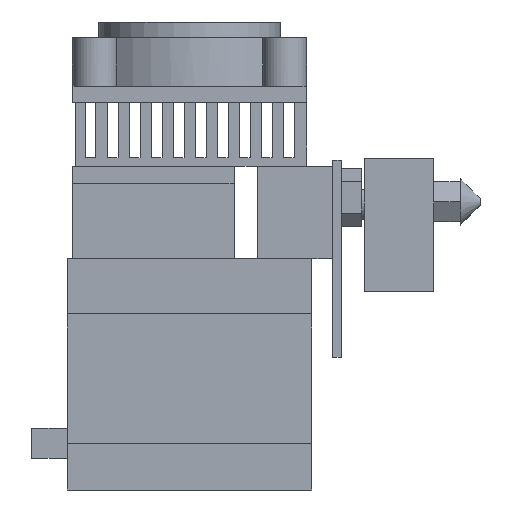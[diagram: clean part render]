
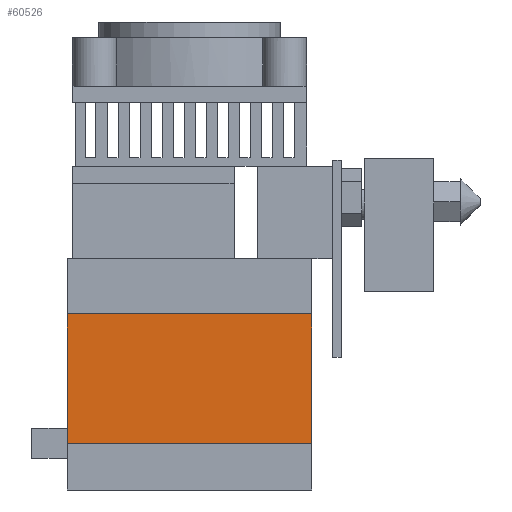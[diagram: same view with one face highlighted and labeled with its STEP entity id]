
A CAD part, left-side view. The second image highlights one B-rep face of the part: STEP entity #60526.
In plain terms, the highlighted planar face has unit normal (-1, 0, 0).
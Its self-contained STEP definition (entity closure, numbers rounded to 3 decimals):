
#27280 = PLANE('',#27281);
#27281 = AXIS2_PLACEMENT_3D('',#27282,#27283,#27284);
#27282 = CARTESIAN_POINT('',(-21.,-21.09,10.45));
#27283 = DIRECTION('',(0.,0.,1.));
#27284 = DIRECTION('',(0.,1.,0.));
#27731 = VERTEX_POINT('',#27732);
#27732 = CARTESIAN_POINT('',(-20.99,21.09,10.45));
#27769 = PLANE('',#27770);
#27770 = AXIS2_PLACEMENT_3D('',#27771,#27772,#27773);
#27771 = CARTESIAN_POINT('',(-21.,21.09,-11.95));
#27772 = DIRECTION('',(0.,-1.,0.));
#27773 = DIRECTION('',(0.,0.,-1.));
#50151 = VERTEX_POINT('',#50152);
#50152 = CARTESIAN_POINT('',(-20.99,-21.09,10.45));
#50173 = EDGE_CURVE('',#50151,#27731,#50174,.T.);
#50174 = SURFACE_CURVE('',#50175,(#50179,#50186),.PCURVE_S1.);
#50175 = LINE('',#50176,#50177);
#50176 = CARTESIAN_POINT('',(-20.99,-21.09,10.45));
#50177 = VECTOR('',#50178,1.);
#50178 = DIRECTION('',(0.,1.,0.));
#50179 = PCURVE('',#27280,#50180);
#50180 = DEFINITIONAL_REPRESENTATION('',(#50181),#50185);
#50181 = LINE('',#50182,#50183);
#50182 = CARTESIAN_POINT('',(0.,-0.01));
#50183 = VECTOR('',#50184,1.);
#50184 = DIRECTION('',(1.,0.));
#50185 = ( GEOMETRIC_REPRESENTATION_CONTEXT(2) 
PARAMETRIC_REPRESENTATION_CONTEXT() REPRESENTATION_CONTEXT('2D SPACE',''
  ) );
#50186 = PCURVE('',#50187,#50192);
#50187 = PLANE('',#50188);
#50188 = AXIS2_PLACEMENT_3D('',#50189,#50190,#50191);
#50189 = CARTESIAN_POINT('',(-20.99,-21.09,10.45));
#50190 = DIRECTION('',(-1.,0.,0.));
#50191 = DIRECTION('',(0.,0.,-1.));
#50192 = DEFINITIONAL_REPRESENTATION('',(#50193),#50197);
#50193 = LINE('',#50194,#50195);
#50194 = CARTESIAN_POINT('',(0.,0.));
#50195 = VECTOR('',#50196,1.);
#50196 = DIRECTION('',(0.,-1.));
#50197 = ( GEOMETRIC_REPRESENTATION_CONTEXT(2) 
PARAMETRIC_REPRESENTATION_CONTEXT() REPRESENTATION_CONTEXT('2D SPACE',''
  ) );
#50219 = PLANE('',#50220);
#50220 = AXIS2_PLACEMENT_3D('',#50221,#50222,#50223);
#50221 = CARTESIAN_POINT('',(20.99,-21.09,10.45));
#50222 = DIRECTION('',(0.,1.,0.));
#50223 = DIRECTION('',(0.,0.,1.));
#50238 = EDGE_CURVE('',#27731,#50239,#50241,.T.);
#50239 = VERTEX_POINT('',#50240);
#50240 = CARTESIAN_POINT('',(-20.99,21.09,-11.95));
#50241 = SURFACE_CURVE('',#50242,(#50246,#50253),.PCURVE_S1.);
#50242 = LINE('',#50243,#50244);
#50243 = CARTESIAN_POINT('',(-20.99,21.09,10.45));
#50244 = VECTOR('',#50245,1.);
#50245 = DIRECTION('',(0.,0.,-1.));
#50246 = PCURVE('',#27769,#50247);
#50247 = DEFINITIONAL_REPRESENTATION('',(#50248),#50252);
#50248 = LINE('',#50249,#50250);
#50249 = CARTESIAN_POINT('',(-22.4,0.01));
#50250 = VECTOR('',#50251,1.);
#50251 = DIRECTION('',(1.,0.));
#50252 = ( GEOMETRIC_REPRESENTATION_CONTEXT(2) 
PARAMETRIC_REPRESENTATION_CONTEXT() REPRESENTATION_CONTEXT('2D SPACE',''
  ) );
#50253 = PCURVE('',#50187,#50254);
#50254 = DEFINITIONAL_REPRESENTATION('',(#50255),#50259);
#50255 = LINE('',#50256,#50257);
#50256 = CARTESIAN_POINT('',(0.,-42.18));
#50257 = VECTOR('',#50258,1.);
#50258 = DIRECTION('',(1.,0.));
#50259 = ( GEOMETRIC_REPRESENTATION_CONTEXT(2) 
PARAMETRIC_REPRESENTATION_CONTEXT() REPRESENTATION_CONTEXT('2D SPACE',''
  ) );
#60526 = ADVANCED_FACE('',(#60527),#50187,.T.);
#60527 = FACE_BOUND('',#60528,.T.);
#60528 = EDGE_LOOP('',(#60529,#60552,#60553,#60554));
#60529 = ORIENTED_EDGE('',*,*,#60530,.F.);
#60530 = EDGE_CURVE('',#50151,#60531,#60533,.T.);
#60531 = VERTEX_POINT('',#60532);
#60532 = CARTESIAN_POINT('',(-20.99,-21.09,-11.95));
#60533 = SURFACE_CURVE('',#60534,(#60538,#60545),.PCURVE_S1.);
#60534 = LINE('',#60535,#60536);
#60535 = CARTESIAN_POINT('',(-20.99,-21.09,10.45));
#60536 = VECTOR('',#60537,1.);
#60537 = DIRECTION('',(0.,0.,-1.));
#60538 = PCURVE('',#50187,#60539);
#60539 = DEFINITIONAL_REPRESENTATION('',(#60540),#60544);
#60540 = LINE('',#60541,#60542);
#60541 = CARTESIAN_POINT('',(0.,0.));
#60542 = VECTOR('',#60543,1.);
#60543 = DIRECTION('',(1.,0.));
#60544 = ( GEOMETRIC_REPRESENTATION_CONTEXT(2) 
PARAMETRIC_REPRESENTATION_CONTEXT() REPRESENTATION_CONTEXT('2D SPACE',''
  ) );
#60545 = PCURVE('',#50219,#60546);
#60546 = DEFINITIONAL_REPRESENTATION('',(#60547),#60551);
#60547 = LINE('',#60548,#60549);
#60548 = CARTESIAN_POINT('',(0.,-41.98));
#60549 = VECTOR('',#60550,1.);
#60550 = DIRECTION('',(-1.,0.));
#60551 = ( GEOMETRIC_REPRESENTATION_CONTEXT(2) 
PARAMETRIC_REPRESENTATION_CONTEXT() REPRESENTATION_CONTEXT('2D SPACE',''
  ) );
#60552 = ORIENTED_EDGE('',*,*,#50173,.T.);
#60553 = ORIENTED_EDGE('',*,*,#50238,.T.);
#60554 = ORIENTED_EDGE('',*,*,#60555,.F.);
#60555 = EDGE_CURVE('',#60531,#50239,#60556,.T.);
#60556 = SURFACE_CURVE('',#60557,(#60561,#60568),.PCURVE_S1.);
#60557 = LINE('',#60558,#60559);
#60558 = CARTESIAN_POINT('',(-20.99,-21.09,-11.95));
#60559 = VECTOR('',#60560,1.);
#60560 = DIRECTION('',(0.,1.,0.));
#60561 = PCURVE('',#50187,#60562);
#60562 = DEFINITIONAL_REPRESENTATION('',(#60563),#60567);
#60563 = LINE('',#60564,#60565);
#60564 = CARTESIAN_POINT('',(22.4,0.));
#60565 = VECTOR('',#60566,1.);
#60566 = DIRECTION('',(0.,-1.));
#60567 = ( GEOMETRIC_REPRESENTATION_CONTEXT(2) 
PARAMETRIC_REPRESENTATION_CONTEXT() REPRESENTATION_CONTEXT('2D SPACE',''
  ) );
#60568 = PCURVE('',#60569,#60574);
#60569 = PLANE('',#60570);
#60570 = AXIS2_PLACEMENT_3D('',#60571,#60572,#60573);
#60571 = CARTESIAN_POINT('',(-21.,-21.09,-11.95));
#60572 = DIRECTION('',(0.,0.,1.));
#60573 = DIRECTION('',(0.,1.,0.));
#60574 = DEFINITIONAL_REPRESENTATION('',(#60575),#60579);
#60575 = LINE('',#60576,#60577);
#60576 = CARTESIAN_POINT('',(0.,-0.01));
#60577 = VECTOR('',#60578,1.);
#60578 = DIRECTION('',(1.,0.));
#60579 = ( GEOMETRIC_REPRESENTATION_CONTEXT(2) 
PARAMETRIC_REPRESENTATION_CONTEXT() REPRESENTATION_CONTEXT('2D SPACE',''
  ) );
